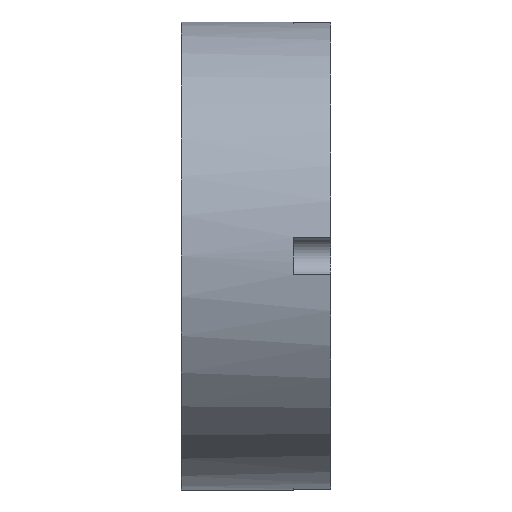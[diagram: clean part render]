
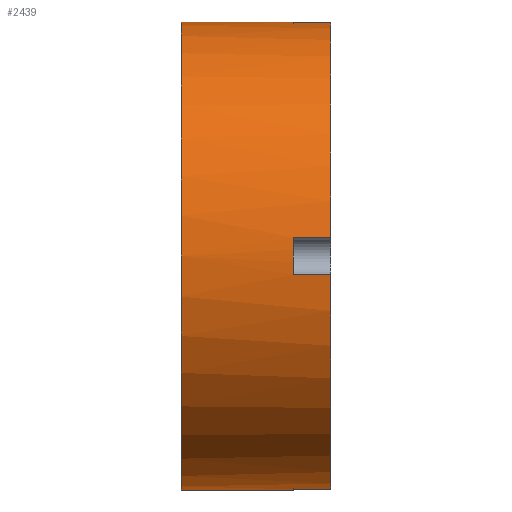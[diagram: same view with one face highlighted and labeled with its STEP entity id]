
A CAD part, left-side view. The second image highlights one B-rep face of the part: STEP entity #2439.
In plain terms, the highlighted cylindrical face has radius 12.5 mm (diameter 25 mm), a partial arc.
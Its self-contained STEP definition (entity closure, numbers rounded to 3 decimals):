
#15 = VERTEX_POINT ( 'NONE', #702 ) ;
#16 = CARTESIAN_POINT ( 'NONE',  ( -1., 2., 12.46 ) ) ;
#55 = CARTESIAN_POINT ( 'NONE',  ( -12.46, 2., 1. ) ) ;
#60 = EDGE_CURVE ( 'NONE', #2716, #2420, #279, .T. ) ;
#100 = CARTESIAN_POINT ( 'NONE',  ( 0., 2., 12.5 ) ) ;
#177 = VECTOR ( 'NONE', #344, 1000. ) ;
#185 = CARTESIAN_POINT ( 'NONE',  ( -1., 0., 12.46 ) ) ;
#270 = CIRCLE ( 'NONE', #2212, 12.5 ) ;
#279 = LINE ( 'NONE', #749, #2037 ) ;
#299 = DIRECTION ( 'NONE',  ( 0., -1., 0. ) ) ;
#319 = LINE ( 'NONE', #2675, #3171 ) ;
#325 = CARTESIAN_POINT ( 'NONE',  ( 0., 2., 0. ) ) ;
#344 = DIRECTION ( 'NONE',  ( 0., -1., 0. ) ) ;
#378 = AXIS2_PLACEMENT_3D ( 'NONE', #325, #2279, #605 ) ;
#466 = CARTESIAN_POINT ( 'NONE',  ( 0., 0., 0. ) ) ;
#473 = VECTOR ( 'NONE', #299, 1000. ) ;
#475 = CARTESIAN_POINT ( 'NONE',  ( -1., 0., -12.46 ) ) ;
#557 = CARTESIAN_POINT ( 'NONE',  ( -1., 2., -12.46 ) ) ;
#605 = DIRECTION ( 'NONE',  ( 0., 0., -1. ) ) ;
#657 = EDGE_LOOP ( 'NONE', ( #3273, #2929, #786, #1980, #3446, #3343, #980, #1242, #2080, #1027, #2304, #2069 ) ) ;
#690 = AXIS2_PLACEMENT_3D ( 'NONE', #1033, #2955, #1307 ) ;
#702 = CARTESIAN_POINT ( 'NONE',  ( 0., 8., -12.5 ) ) ;
#710 = CIRCLE ( 'NONE', #378, 12.5 ) ;
#749 = CARTESIAN_POINT ( 'NONE',  ( -12.46, 2., 1. ) ) ;
#786 = ORIENTED_EDGE ( 'NONE', *, *, #1150, .T. ) ;
#880 = CIRCLE ( 'NONE', #1613, 12.5 ) ;
#922 = EDGE_CURVE ( 'NONE', #2470, #1559, #1054, .T. ) ;
#934 = VERTEX_POINT ( 'NONE', #185 ) ;
#951 = DIRECTION ( 'NONE',  ( 0., 1., 0. ) ) ;
#964 = LINE ( 'NONE', #1209, #3092 ) ;
#972 = CIRCLE ( 'NONE', #690, 12.5 ) ;
#980 = ORIENTED_EDGE ( 'NONE', *, *, #2810, .F. ) ;
#990 = CARTESIAN_POINT ( 'NONE',  ( -12.46, 0., 1. ) ) ;
#1027 = ORIENTED_EDGE ( 'NONE', *, *, #2353, .T. ) ;
#1033 = CARTESIAN_POINT ( 'NONE',  ( 0., 2., 0. ) ) ;
#1054 = CIRCLE ( 'NONE', #2767, 12.5 ) ;
#1070 = AXIS2_PLACEMENT_3D ( 'NONE', #1289, #1858, #2946 ) ;
#1102 = EDGE_CURVE ( 'NONE', #2019, #1145, #319, .T. ) ;
#1111 = CARTESIAN_POINT ( 'NONE',  ( -12.46, 2., -1. ) ) ;
#1145 = VERTEX_POINT ( 'NONE', #100 ) ;
#1147 = LINE ( 'NONE', #16, #473 ) ;
#1150 = EDGE_CURVE ( 'NONE', #15, #1407, #2365, .T. ) ;
#1209 = CARTESIAN_POINT ( 'NONE',  ( -12.46, 2., -1. ) ) ;
#1224 = CARTESIAN_POINT ( 'NONE',  ( 0., 2., 0. ) ) ;
#1242 = ORIENTED_EDGE ( 'NONE', *, *, #2854, .F. ) ;
#1289 = CARTESIAN_POINT ( 'NONE',  ( 0., 8., 0. ) ) ;
#1307 = DIRECTION ( 'NONE',  ( 0., 0., -1. ) ) ;
#1340 = DIRECTION ( 'NONE',  ( 0., 0., 1. ) ) ;
#1407 = VERTEX_POINT ( 'NONE', #2813 ) ;
#1430 = AXIS2_PLACEMENT_3D ( 'NONE', #1224, #3153, #1514 ) ;
#1446 = EDGE_CURVE ( 'NONE', #1956, #1407, #710, .T. ) ;
#1514 = DIRECTION ( 'NONE',  ( 0., 0., -1. ) ) ;
#1527 = CARTESIAN_POINT ( 'NONE',  ( 0., 0., 0. ) ) ;
#1559 = VERTEX_POINT ( 'NONE', #2307 ) ;
#1579 = DIRECTION ( 'NONE',  ( 0., -1., 0. ) ) ;
#1613 = AXIS2_PLACEMENT_3D ( 'NONE', #2617, #951, #2890 ) ;
#1627 = VECTOR ( 'NONE', #2168, 1000. ) ;
#1688 = LINE ( 'NONE', #2018, #177 ) ;
#1778 = DIRECTION ( 'NONE',  ( 0., -1., 0. ) ) ;
#1816 = DIRECTION ( 'NONE',  ( 0., 0., 1. ) ) ;
#1858 = DIRECTION ( 'NONE',  ( 0., -1., 0. ) ) ;
#1956 = VERTEX_POINT ( 'NONE', #557 ) ;
#1980 = ORIENTED_EDGE ( 'NONE', *, *, #1446, .F. ) ;
#2018 = CARTESIAN_POINT ( 'NONE',  ( -1., 2., -12.46 ) ) ;
#2019 = VERTEX_POINT ( 'NONE', #3001 ) ;
#2037 = VECTOR ( 'NONE', #2347, 1000. ) ;
#2069 = ORIENTED_EDGE ( 'NONE', *, *, #2444, .F. ) ;
#2080 = ORIENTED_EDGE ( 'NONE', *, *, #60, .T. ) ;
#2168 = DIRECTION ( 'NONE',  ( 0., -1., 0. ) ) ;
#2212 = AXIS2_PLACEMENT_3D ( 'NONE', #1527, #3450, #1816 ) ;
#2279 = DIRECTION ( 'NONE',  ( 0., -1., 0. ) ) ;
#2304 = ORIENTED_EDGE ( 'NONE', *, *, #3451, .F. ) ;
#2307 = CARTESIAN_POINT ( 'NONE',  ( -12.46, 0., -1. ) ) ;
#2347 = DIRECTION ( 'NONE',  ( 0., -1., 0. ) ) ;
#2353 = EDGE_CURVE ( 'NONE', #2420, #934, #270, .T. ) ;
#2365 = LINE ( 'NONE', #3571, #1627 ) ;
#2368 = CIRCLE ( 'NONE', #1430, 12.5 ) ;
#2377 = CYLINDRICAL_SURFACE ( 'NONE', #1070, 12.5 ) ;
#2420 = VERTEX_POINT ( 'NONE', #990 ) ;
#2439 = ADVANCED_FACE ( 'NONE', ( #3442 ), #2377, .T. ) ;
#2444 = EDGE_CURVE ( 'NONE', #1145, #3291, #972, .T. ) ;
#2470 = VERTEX_POINT ( 'NONE', #475 ) ;
#2617 = CARTESIAN_POINT ( 'NONE',  ( 0., 8., 0. ) ) ;
#2675 = CARTESIAN_POINT ( 'NONE',  ( 0., 8., 12.5 ) ) ;
#2711 = EDGE_CURVE ( 'NONE', #1956, #2470, #1688, .T. ) ;
#2716 = VERTEX_POINT ( 'NONE', #55 ) ;
#2767 = AXIS2_PLACEMENT_3D ( 'NONE', #466, #2986, #1340 ) ;
#2810 = EDGE_CURVE ( 'NONE', #3205, #1559, #964, .T. ) ;
#2813 = CARTESIAN_POINT ( 'NONE',  ( 0., 2., -12.5 ) ) ;
#2854 = EDGE_CURVE ( 'NONE', #2716, #3205, #2368, .T. ) ;
#2890 = DIRECTION ( 'NONE',  ( 0., 0., 1. ) ) ;
#2891 = EDGE_CURVE ( 'NONE', #15, #2019, #880, .T. ) ;
#2929 = ORIENTED_EDGE ( 'NONE', *, *, #2891, .F. ) ;
#2946 = DIRECTION ( 'NONE',  ( 0., 0., -1. ) ) ;
#2955 = DIRECTION ( 'NONE',  ( 0., -1., 0. ) ) ;
#2986 = DIRECTION ( 'NONE',  ( 0., 1., 0. ) ) ;
#3001 = CARTESIAN_POINT ( 'NONE',  ( 0., 8., 12.5 ) ) ;
#3092 = VECTOR ( 'NONE', #1778, 1000. ) ;
#3153 = DIRECTION ( 'NONE',  ( 0., -1., 0. ) ) ;
#3171 = VECTOR ( 'NONE', #1579, 1000. ) ;
#3205 = VERTEX_POINT ( 'NONE', #1111 ) ;
#3273 = ORIENTED_EDGE ( 'NONE', *, *, #1102, .F. ) ;
#3291 = VERTEX_POINT ( 'NONE', #3559 ) ;
#3343 = ORIENTED_EDGE ( 'NONE', *, *, #922, .T. ) ;
#3442 = FACE_OUTER_BOUND ( 'NONE', #657, .T. ) ;
#3446 = ORIENTED_EDGE ( 'NONE', *, *, #2711, .T. ) ;
#3450 = DIRECTION ( 'NONE',  ( 0., 1., 0. ) ) ;
#3451 = EDGE_CURVE ( 'NONE', #3291, #934, #1147, .T. ) ;
#3559 = CARTESIAN_POINT ( 'NONE',  ( -1., 2., 12.46 ) ) ;
#3571 = CARTESIAN_POINT ( 'NONE',  ( 0., 8., -12.5 ) ) ;
